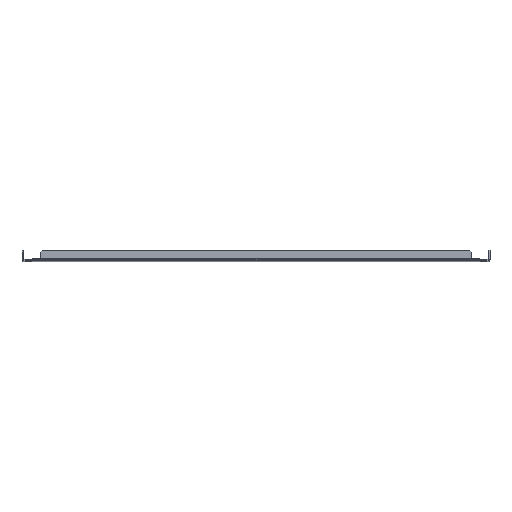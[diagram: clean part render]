
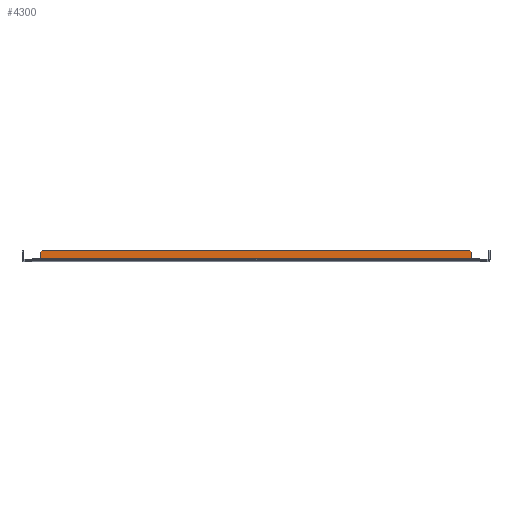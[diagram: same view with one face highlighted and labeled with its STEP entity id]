
A CAD part, top view. The second image highlights one B-rep face of the part: STEP entity #4300.
In plain terms, the highlighted planar face has unit normal (0, 0, 1).
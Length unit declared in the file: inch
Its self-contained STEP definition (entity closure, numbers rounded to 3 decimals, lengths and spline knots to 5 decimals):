
#11 = CARTESIAN_POINT ( 'NONE',  ( 15.74656, 0.143, 23.085 ) ) ;
#95 = DIRECTION ( 'NONE',  ( 0., 1., 0. ) ) ;
#205 = DIRECTION ( 'NONE',  ( 0., -1., 0. ) ) ;
#256 = DIRECTION ( 'NONE',  ( 0.707, -0.707, 0. ) ) ;
#266 = DIRECTION ( 'NONE',  ( 0., 1., 0. ) ) ;
#303 = DIRECTION ( 'NONE',  ( 0., 1., 0. ) ) ;
#313 = LINE ( 'NONE', #2575, #1361 ) ;
#398 = CARTESIAN_POINT ( 'NONE',  ( -15.74656, 0.143, 23.085 ) ) ;
#773 = EDGE_CURVE ( 'NONE', #1766, #1878, #2234, .T. ) ;
#826 = CARTESIAN_POINT ( 'NONE',  ( 16.37525, 0.143, 23.085 ) ) ;
#1011 = EDGE_CURVE ( 'NONE', #5242, #2533, #2797, .T. ) ;
#1201 = ORIENTED_EDGE ( 'NONE', *, *, #2506, .F. ) ;
#1361 = VECTOR ( 'NONE', #205, 39.37008 ) ;
#1375 = EDGE_CURVE ( 'NONE', #3458, #7063, #3360, .T. ) ;
#1484 = ORIENTED_EDGE ( 'NONE', *, *, #1011, .F. ) ;
#1517 = AXIS2_PLACEMENT_3D ( 'NONE', #4588, #3945, #303 ) ;
#1616 = EDGE_CURVE ( 'NONE', #3025, #5242, #3438, .T. ) ;
#1766 = VERTEX_POINT ( 'NONE', #11 ) ;
#1878 = VERTEX_POINT ( 'NONE', #2489 ) ;
#1897 = AXIS2_PLACEMENT_3D ( 'NONE', #2753, #5265, #2157 ) ;
#2039 = VECTOR ( 'NONE', #4515, 39.37008 ) ;
#2157 = DIRECTION ( 'NONE',  ( 0., 1., 0. ) ) ;
#2234 = CIRCLE ( 'NONE', #1517, 0.063 ) ;
#2404 = ORIENTED_EDGE ( 'NONE', *, *, #4723, .F. ) ;
#2489 = CARTESIAN_POINT ( 'NONE',  ( 15.74, 0.171, 23.085 ) ) ;
#2506 = EDGE_CURVE ( 'NONE', #1766, #7063, #5629, .T. ) ;
#2533 = VERTEX_POINT ( 'NONE', #6328 ) ;
#2575 = CARTESIAN_POINT ( 'NONE',  ( 15.74, 0.75, 23.085 ) ) ;
#2753 = CARTESIAN_POINT ( 'NONE',  ( -15.803, 0.171, 23.085 ) ) ;
#2797 = LINE ( 'NONE', #3610, #7461 ) ;
#3025 = VERTEX_POINT ( 'NONE', #4078 ) ;
#3044 = DIRECTION ( 'NONE',  ( 0.707, 0.707, 0. ) ) ;
#3107 = DIRECTION ( 'NONE',  ( 1., 0., 0. ) ) ;
#3360 = CIRCLE ( 'NONE', #1897, 0.063 ) ;
#3362 = VECTOR ( 'NONE', #95, 39.37008 ) ;
#3438 = LINE ( 'NONE', #6041, #3625 ) ;
#3458 = VERTEX_POINT ( 'NONE', #5354 ) ;
#3610 = CARTESIAN_POINT ( 'NONE',  ( -17.664, 0.75, 23.085 ) ) ;
#3625 = VECTOR ( 'NONE', #3044, 39.37008 ) ;
#3945 = DIRECTION ( 'NONE',  ( 0., 0., -1. ) ) ;
#4078 = CARTESIAN_POINT ( 'NONE',  ( -15.74, 0.625, 23.085 ) ) ;
#4138 = FACE_OUTER_BOUND ( 'NONE', #6422, .T. ) ;
#4276 = ORIENTED_EDGE ( 'NONE', *, *, #4663, .F. ) ;
#4300 = ADVANCED_FACE ( 'NONE', ( #4138 ), #6257, .F. ) ;
#4421 = VECTOR ( 'NONE', #256, 39.37008 ) ;
#4515 = DIRECTION ( 'NONE',  ( -1., 0., 0. ) ) ;
#4588 = CARTESIAN_POINT ( 'NONE',  ( 15.803, 0.171, 23.085 ) ) ;
#4637 = ORIENTED_EDGE ( 'NONE', *, *, #1616, .F. ) ;
#4663 = EDGE_CURVE ( 'NONE', #3458, #3025, #5793, .T. ) ;
#4723 = EDGE_CURVE ( 'NONE', #6967, #1878, #313, .T. ) ;
#4885 = EDGE_CURVE ( 'NONE', #2533, #6967, #7350, .T. ) ;
#5242 = VERTEX_POINT ( 'NONE', #6739 ) ;
#5265 = DIRECTION ( 'NONE',  ( 0., 0., -1. ) ) ;
#5304 = ORIENTED_EDGE ( 'NONE', *, *, #1375, .T. ) ;
#5354 = CARTESIAN_POINT ( 'NONE',  ( -15.74, 0.171, 23.085 ) ) ;
#5469 = CARTESIAN_POINT ( 'NONE',  ( -15.74, 0.75, 23.085 ) ) ;
#5611 = ORIENTED_EDGE ( 'NONE', *, *, #4885, .F. ) ;
#5629 = LINE ( 'NONE', #826, #2039 ) ;
#5659 = ORIENTED_EDGE ( 'NONE', *, *, #773, .T. ) ;
#5684 = DIRECTION ( 'NONE',  ( 0., 0., -1. ) ) ;
#5793 = LINE ( 'NONE', #5469, #3362 ) ;
#6041 = CARTESIAN_POINT ( 'NONE',  ( -15.74, 0.625, 23.085 ) ) ;
#6257 = PLANE ( 'NONE',  #7824 ) ;
#6277 = CARTESIAN_POINT ( 'NONE',  ( -17.664, 0.75, 23.085 ) ) ;
#6328 = CARTESIAN_POINT ( 'NONE',  ( 15.615, 0.75, 23.085 ) ) ;
#6422 = EDGE_LOOP ( 'NONE', ( #1201, #5659, #2404, #5611, #1484, #4637, #4276, #5304 ) ) ;
#6739 = CARTESIAN_POINT ( 'NONE',  ( -15.615, 0.75, 23.085 ) ) ;
#6743 = CARTESIAN_POINT ( 'NONE',  ( 15.74, 0.625, 23.085 ) ) ;
#6910 = CARTESIAN_POINT ( 'NONE',  ( 15.615, 0.75, 23.085 ) ) ;
#6967 = VERTEX_POINT ( 'NONE', #6743 ) ;
#7063 = VERTEX_POINT ( 'NONE', #398 ) ;
#7350 = LINE ( 'NONE', #6910, #4421 ) ;
#7461 = VECTOR ( 'NONE', #3107, 39.37008 ) ;
#7824 = AXIS2_PLACEMENT_3D ( 'NONE', #6277, #5684, #266 ) ;
